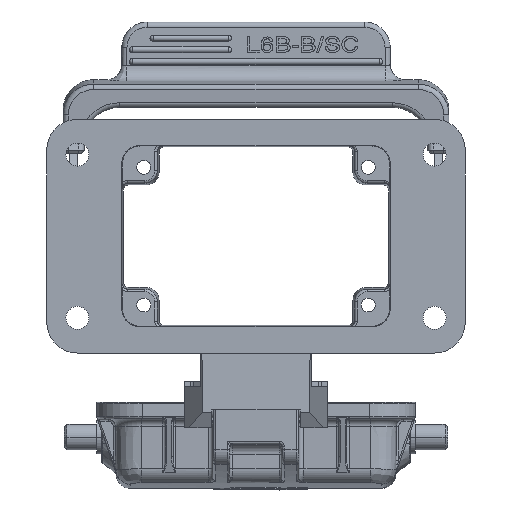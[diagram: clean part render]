
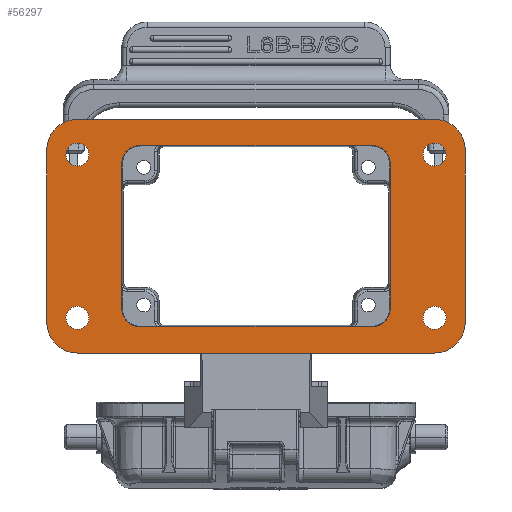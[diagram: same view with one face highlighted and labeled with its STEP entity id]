
A CAD part, front view. The second image highlights one B-rep face of the part: STEP entity #56297.
In plain terms, the highlighted planar face has unit normal (0, -1, 0).
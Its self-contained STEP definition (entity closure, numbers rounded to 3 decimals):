
#13209=DIRECTION('',(1.,0.,0.));
#13210=VECTOR('',#13209,70.);
#13211=CARTESIAN_POINT('',(-35.,27.9,-22.9));
#13212=LINE('',#13211,#13210);
#13713=DIRECTION('',(0.,0.,-1.));
#13714=VECTOR('',#13713,28.5);
#13715=CARTESIAN_POINT('',(26.3,27.9,14.25));
#13716=LINE('',#13715,#13714);
#13727=CARTESIAN_POINT('',(35.,27.9,-16.9));
#13728=DIRECTION('',(0.,1.,0.));
#13729=DIRECTION('',(1.,0.,0.));
#13730=AXIS2_PLACEMENT_3D('',#13727,#13728,#13729);
#13735=CARTESIAN_POINT('',(-35.,27.9,-16.9));
#13736=DIRECTION('',(0.,1.,0.));
#13737=DIRECTION('',(0.,0.,-1.));
#13738=AXIS2_PLACEMENT_3D('',#13735,#13736,#13737);
#13743=CARTESIAN_POINT('',(-35.,27.9,16.9));
#13744=DIRECTION('',(0.,1.,0.));
#13745=DIRECTION('',(-1.,0.,0.));
#13746=AXIS2_PLACEMENT_3D('',#13743,#13744,#13745);
#13751=CARTESIAN_POINT('',(35.,27.9,16.9));
#13752=DIRECTION('',(0.,1.,0.));
#13753=DIRECTION('',(0.,0.,1.));
#13754=AXIS2_PLACEMENT_3D('',#13751,#13752,#13753);
#13759=CARTESIAN_POINT('',(-22.8,27.9,-14.25));
#13760=DIRECTION('',(0.,-1.,0.));
#13761=DIRECTION('',(-1.,0.,0.));
#13762=AXIS2_PLACEMENT_3D('',#13759,#13760,#13761);
#13767=CARTESIAN_POINT('',(22.8,27.9,-14.25));
#13768=DIRECTION('',(0.,-1.,0.));
#13769=DIRECTION('',(0.,0.,-1.));
#13770=AXIS2_PLACEMENT_3D('',#13767,#13768,#13769);
#13775=CARTESIAN_POINT('',(22.8,27.9,14.25));
#13776=DIRECTION('',(0.,-1.,0.));
#13777=DIRECTION('',(1.,0.,0.));
#13778=AXIS2_PLACEMENT_3D('',#13775,#13776,#13777);
#13783=CARTESIAN_POINT('',(-22.8,27.9,14.25));
#13784=DIRECTION('',(0.,-1.,0.));
#13785=DIRECTION('',(0.,0.,1.));
#13786=AXIS2_PLACEMENT_3D('',#13783,#13784,#13785);
#13791=CARTESIAN_POINT('',(35.,27.9,16.));
#13792=DIRECTION('',(0.,-1.,0.));
#13793=DIRECTION('',(0.,0.,1.));
#13794=AXIS2_PLACEMENT_3D('',#13791,#13792,#13793);
#13799=CARTESIAN_POINT('',(35.,27.9,16.));
#13800=DIRECTION('',(0.,-1.,0.));
#13801=DIRECTION('',(0.,0.,-1.));
#13802=AXIS2_PLACEMENT_3D('',#13799,#13800,#13801);
#13807=CARTESIAN_POINT('',(-35.,27.9,16.));
#13808=DIRECTION('',(0.,-1.,0.));
#13809=DIRECTION('',(0.,0.,1.));
#13810=AXIS2_PLACEMENT_3D('',#13807,#13808,#13809);
#13815=CARTESIAN_POINT('',(-35.,27.9,16.));
#13816=DIRECTION('',(0.,-1.,0.));
#13817=DIRECTION('',(0.,0.,-1.));
#13818=AXIS2_PLACEMENT_3D('',#13815,#13816,#13817);
#13823=CARTESIAN_POINT('',(35.,27.9,-16.));
#13824=DIRECTION('',(0.,-1.,0.));
#13825=DIRECTION('',(0.,0.,1.));
#13826=AXIS2_PLACEMENT_3D('',#13823,#13824,#13825);
#13831=CARTESIAN_POINT('',(35.,27.9,-16.));
#13832=DIRECTION('',(0.,-1.,0.));
#13833=DIRECTION('',(0.,0.,-1.));
#13834=AXIS2_PLACEMENT_3D('',#13831,#13832,#13833);
#13839=CARTESIAN_POINT('',(-35.,27.9,-16.));
#13840=DIRECTION('',(0.,-1.,0.));
#13841=DIRECTION('',(0.,0.,1.));
#13842=AXIS2_PLACEMENT_3D('',#13839,#13840,#13841);
#13847=CARTESIAN_POINT('',(-35.,27.9,-16.));
#13848=DIRECTION('',(0.,-1.,0.));
#13849=DIRECTION('',(0.,0.,-1.));
#13850=AXIS2_PLACEMENT_3D('',#13847,#13848,#13849);
#13869=DIRECTION('',(0.,0.,1.));
#13870=VECTOR('',#13869,33.8);
#13871=CARTESIAN_POINT('',(41.,27.9,-16.9));
#13872=LINE('',#13871,#13870);
#13897=DIRECTION('',(-1.,0.,0.));
#13898=VECTOR('',#13897,70.);
#13899=CARTESIAN_POINT('',(35.,27.9,22.9));
#13900=LINE('',#13899,#13898);
#13925=DIRECTION('',(0.,0.,-1.));
#13926=VECTOR('',#13925,33.8);
#13927=CARTESIAN_POINT('',(-41.,27.9,16.9));
#13928=LINE('',#13927,#13926);
#13946=DIRECTION('',(0.,0.,1.));
#13947=VECTOR('',#13946,28.5);
#13948=CARTESIAN_POINT('',(-26.3,27.9,-14.25));
#13949=LINE('',#13948,#13947);
#14976=DIRECTION('',(1.,0.,0.));
#14977=VECTOR('',#14976,45.6);
#14978=CARTESIAN_POINT('',(-22.8,27.9,17.75));
#14979=LINE('',#14978,#14977);
#34087=DIRECTION('',(-1.,0.,0.));
#34088=VECTOR('',#34087,45.6);
#34089=CARTESIAN_POINT('',(22.8,27.9,-17.75));
#34090=LINE('',#34089,#34088);
#36493=CARTESIAN_POINT('',(41.,27.9,-16.9));
#36494=CARTESIAN_POINT('',(35.,27.9,-22.9));
#36495=VERTEX_POINT('',#36493);
#36496=VERTEX_POINT('',#36494);
#36497=CARTESIAN_POINT('',(-35.,27.9,-22.9));
#36498=VERTEX_POINT('',#36497);
#36499=CARTESIAN_POINT('',(-41.,27.9,-16.9));
#36500=VERTEX_POINT('',#36499);
#36501=CARTESIAN_POINT('',(-41.,27.9,16.9));
#36502=VERTEX_POINT('',#36501);
#36503=CARTESIAN_POINT('',(-35.,27.9,22.9));
#36504=VERTEX_POINT('',#36503);
#36505=CARTESIAN_POINT('',(35.,27.9,22.9));
#36506=VERTEX_POINT('',#36505);
#36507=CARTESIAN_POINT('',(41.,27.9,16.9));
#36508=VERTEX_POINT('',#36507);
#36509=CARTESIAN_POINT('',(-26.3,27.9,-14.25));
#36510=CARTESIAN_POINT('',(-26.3,27.9,14.25));
#36511=VERTEX_POINT('',#36509);
#36512=VERTEX_POINT('',#36510);
#36513=CARTESIAN_POINT('',(-22.8,27.9,-17.75));
#36514=VERTEX_POINT('',#36513);
#36515=CARTESIAN_POINT('',(22.8,27.9,-17.75));
#36516=VERTEX_POINT('',#36515);
#36517=CARTESIAN_POINT('',(26.3,27.9,-14.25));
#36518=VERTEX_POINT('',#36517);
#36519=CARTESIAN_POINT('',(26.3,27.9,14.25));
#36520=VERTEX_POINT('',#36519);
#36521=CARTESIAN_POINT('',(22.8,27.9,17.75));
#36522=VERTEX_POINT('',#36521);
#36523=CARTESIAN_POINT('',(-22.8,27.9,17.75));
#36524=VERTEX_POINT('',#36523);
#36525=CARTESIAN_POINT('',(35.,27.9,18.25));
#36526=CARTESIAN_POINT('',(35.,27.9,13.75));
#36527=VERTEX_POINT('',#36525);
#36528=VERTEX_POINT('',#36526);
#36529=CARTESIAN_POINT('',(-35.,27.9,18.25));
#36530=CARTESIAN_POINT('',(-35.,27.9,13.75));
#36531=VERTEX_POINT('',#36529);
#36532=VERTEX_POINT('',#36530);
#36533=CARTESIAN_POINT('',(35.,27.9,-13.75));
#36534=CARTESIAN_POINT('',(35.,27.9,-18.25));
#36535=VERTEX_POINT('',#36533);
#36536=VERTEX_POINT('',#36534);
#36537=CARTESIAN_POINT('',(-35.,27.9,-13.75));
#36538=CARTESIAN_POINT('',(-35.,27.9,-18.25));
#36539=VERTEX_POINT('',#36537);
#36540=VERTEX_POINT('',#36538);
#56235=CARTESIAN_POINT('',(0.,27.9,0.));
#56236=DIRECTION('',(0.,1.,0.));
#56237=DIRECTION('',(0.,0.,1.));
#56238=AXIS2_PLACEMENT_3D('',#56235,#56236,#56237);
#56239=PLANE('',#56238);
#56241=ORIENTED_EDGE('',*,*,#56240,.T.);
#56242=ORIENTED_EDGE('',*,*,#55823,.F.);
#56244=ORIENTED_EDGE('',*,*,#56243,.T.);
#56246=ORIENTED_EDGE('',*,*,#56245,.F.);
#56248=ORIENTED_EDGE('',*,*,#56247,.T.);
#56250=ORIENTED_EDGE('',*,*,#56249,.F.);
#56252=ORIENTED_EDGE('',*,*,#56251,.T.);
#56254=ORIENTED_EDGE('',*,*,#56253,.F.);
#56255=EDGE_LOOP('',(#56241,#56242,#56244,#56246,#56248,#56250,#56252,#56254));
#56256=FACE_OUTER_BOUND('',#56255,.F.);
#56258=ORIENTED_EDGE('',*,*,#56257,.F.);
#56260=ORIENTED_EDGE('',*,*,#56259,.T.);
#56262=ORIENTED_EDGE('',*,*,#56261,.F.);
#56264=ORIENTED_EDGE('',*,*,#56263,.T.);
#56265=ORIENTED_EDGE('',*,*,#56228,.F.);
#56266=ORIENTED_EDGE('',*,*,#56180,.T.);
#56268=ORIENTED_EDGE('',*,*,#56267,.F.);
#56270=ORIENTED_EDGE('',*,*,#56269,.T.);
#56271=EDGE_LOOP('',(#56258,#56260,#56262,#56264,#56265,#56266,#56268,#56270));
#56272=FACE_BOUND('',#56271,.F.);
#56274=ORIENTED_EDGE('',*,*,#56273,.T.);
#56276=ORIENTED_EDGE('',*,*,#56275,.T.);
#56277=EDGE_LOOP('',(#56274,#56276));
#56278=FACE_BOUND('',#56277,.F.);
#56280=ORIENTED_EDGE('',*,*,#56279,.T.);
#56282=ORIENTED_EDGE('',*,*,#56281,.T.);
#56283=EDGE_LOOP('',(#56280,#56282));
#56284=FACE_BOUND('',#56283,.F.);
#56286=ORIENTED_EDGE('',*,*,#56285,.T.);
#56288=ORIENTED_EDGE('',*,*,#56287,.T.);
#56289=EDGE_LOOP('',(#56286,#56288));
#56290=FACE_BOUND('',#56289,.F.);
#56292=ORIENTED_EDGE('',*,*,#56291,.T.);
#56294=ORIENTED_EDGE('',*,*,#56293,.T.);
#56295=EDGE_LOOP('',(#56292,#56294));
#56296=FACE_BOUND('',#56295,.F.);
#13731=CIRCLE('',#13730,6.);
#13739=CIRCLE('',#13738,6.);
#13747=CIRCLE('',#13746,6.);
#13755=CIRCLE('',#13754,6.);
#13763=CIRCLE('',#13762,3.5);
#13771=CIRCLE('',#13770,3.5);
#13779=CIRCLE('',#13778,3.5);
#13787=CIRCLE('',#13786,3.5);
#13795=CIRCLE('',#13794,2.25);
#13803=CIRCLE('',#13802,2.25);
#13811=CIRCLE('',#13810,2.25);
#13819=CIRCLE('',#13818,2.25);
#13827=CIRCLE('',#13826,2.25);
#13835=CIRCLE('',#13834,2.25);
#13843=CIRCLE('',#13842,2.25);
#13851=CIRCLE('',#13850,2.25);
#55823=EDGE_CURVE('',#36498,#36496,#13212,.T.);
#56180=EDGE_CURVE('',#36520,#36522,#13779,.T.);
#56228=EDGE_CURVE('',#36520,#36518,#13716,.T.);
#56240=EDGE_CURVE('',#36495,#36496,#13731,.T.);
#56243=EDGE_CURVE('',#36498,#36500,#13739,.T.);
#56245=EDGE_CURVE('',#36502,#36500,#13928,.T.);
#56247=EDGE_CURVE('',#36502,#36504,#13747,.T.);
#56249=EDGE_CURVE('',#36506,#36504,#13900,.T.);
#56251=EDGE_CURVE('',#36506,#36508,#13755,.T.);
#56253=EDGE_CURVE('',#36495,#36508,#13872,.T.);
#56257=EDGE_CURVE('',#36511,#36512,#13949,.T.);
#56259=EDGE_CURVE('',#36511,#36514,#13763,.T.);
#56261=EDGE_CURVE('',#36516,#36514,#34090,.T.);
#56263=EDGE_CURVE('',#36516,#36518,#13771,.T.);
#56267=EDGE_CURVE('',#36524,#36522,#14979,.T.);
#56269=EDGE_CURVE('',#36524,#36512,#13787,.T.);
#56273=EDGE_CURVE('',#36527,#36528,#13795,.T.);
#56275=EDGE_CURVE('',#36528,#36527,#13803,.T.);
#56279=EDGE_CURVE('',#36531,#36532,#13811,.T.);
#56281=EDGE_CURVE('',#36532,#36531,#13819,.T.);
#56285=EDGE_CURVE('',#36535,#36536,#13827,.T.);
#56287=EDGE_CURVE('',#36536,#36535,#13835,.T.);
#56291=EDGE_CURVE('',#36539,#36540,#13843,.T.);
#56293=EDGE_CURVE('',#36540,#36539,#13851,.T.);
#56297=ADVANCED_FACE('',(#56256,#56272,#56278,#56284,#56290,#56296),#56239,.F.);
